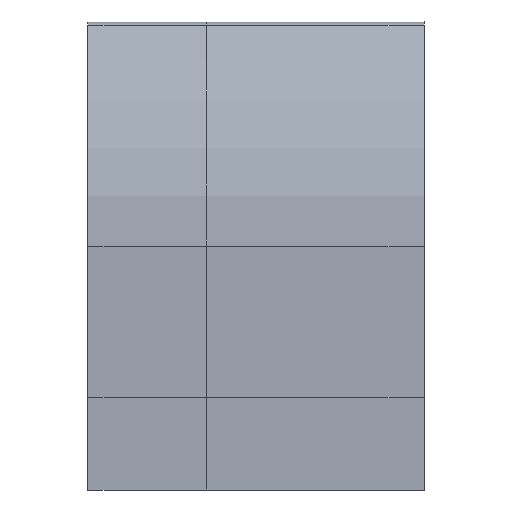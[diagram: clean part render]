
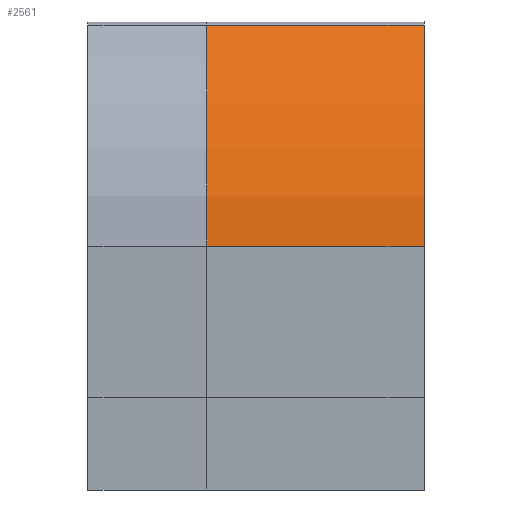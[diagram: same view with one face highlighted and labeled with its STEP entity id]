
A CAD part, left-side view. The second image highlights one B-rep face of the part: STEP entity #2561.
In plain terms, the highlighted cylindrical face has radius 22 mm (diameter 44 mm), a partial arc.
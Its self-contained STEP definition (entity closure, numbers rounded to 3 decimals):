
#192 = VERTEX_POINT('',#193);
#193 = CARTESIAN_POINT('',(-14.249,0.,16.762));
#207 = CYLINDRICAL_SURFACE('',#208,22.);
#208 = AXIS2_PLACEMENT_3D('',#209,#210,#211);
#209 = CARTESIAN_POINT('',(0.,0.,0.));
#210 = DIRECTION('',(0.,-1.,0.));
#211 = DIRECTION('',(1.,0.,0.));
#234 = CYLINDRICAL_SURFACE('',#235,1.);
#235 = AXIS2_PLACEMENT_3D('',#236,#237,#238);
#236 = CARTESIAN_POINT('',(-13.601,0.,16.));
#237 = DIRECTION('',(0.,1.,0.));
#238 = DIRECTION('',(1.,0.,0.));
#385 = PLANE('',#386);
#386 = AXIS2_PLACEMENT_3D('',#387,#388,#389);
#387 = CARTESIAN_POINT('',(-4.85,-16.5,-9.636));
#388 = DIRECTION('',(0.,1.,0.));
#389 = DIRECTION('',(0.,0.,1.));
#1018 = VERTEX_POINT('',#1019);
#1019 = CARTESIAN_POINT('',(-22.,0.,0.));
#1040 = EDGE_CURVE('',#192,#1018,#1041,.T.);
#1041 = SURFACE_CURVE('',#1042,(#1047,#1054),.PCURVE_S1.);
#1042 = CIRCLE('',#1043,22.);
#1043 = AXIS2_PLACEMENT_3D('',#1044,#1045,#1046);
#1044 = CARTESIAN_POINT('',(0.,0.,0.));
#1045 = DIRECTION('',(0.,-1.,0.));
#1046 = DIRECTION('',(1.,0.,0.));
#1047 = PCURVE('',#207,#1048);
#1048 = DEFINITIONAL_REPRESENTATION('',(#1049),#1053);
#1049 = LINE('',#1050,#1051);
#1050 = CARTESIAN_POINT('',(0.,0.));
#1051 = VECTOR('',#1052,1.);
#1052 = DIRECTION('',(1.,0.));
#1053 = ( GEOMETRIC_REPRESENTATION_CONTEXT(2) 
PARAMETRIC_REPRESENTATION_CONTEXT() REPRESENTATION_CONTEXT('2D SPACE',''
  ) );
#1054 = PCURVE('',#1055,#1060);
#1055 = CYLINDRICAL_SURFACE('',#1056,22.);
#1056 = AXIS2_PLACEMENT_3D('',#1057,#1058,#1059);
#1057 = CARTESIAN_POINT('',(0.,0.,0.));
#1058 = DIRECTION('',(0.,1.,0.));
#1059 = DIRECTION('',(1.,0.,0.));
#1060 = DEFINITIONAL_REPRESENTATION('',(#1061),#1074);
#1061 = B_SPLINE_CURVE_WITH_KNOTS('',11,(#1062,#1063,#1064,#1065,#1066,
    #1067,#1068,#1069,#1070,#1071,#1072,#1073),.UNSPECIFIED.,.F.,.F.,(12
    ,12),(2.275,3.142),.PIECEWISE_BEZIER_KNOTS.);
#1062 = CARTESIAN_POINT('',(-2.275,0.));
#1063 = CARTESIAN_POINT('',(-2.354,0.));
#1064 = CARTESIAN_POINT('',(-2.433,0.));
#1065 = CARTESIAN_POINT('',(-2.512,0.));
#1066 = CARTESIAN_POINT('',(-2.59,0.));
#1067 = CARTESIAN_POINT('',(-2.669,0.));
#1068 = CARTESIAN_POINT('',(-2.748,0.));
#1069 = CARTESIAN_POINT('',(-2.827,0.));
#1070 = CARTESIAN_POINT('',(-2.905,0.));
#1071 = CARTESIAN_POINT('',(-2.984,0.));
#1072 = CARTESIAN_POINT('',(-3.063,0.));
#1073 = CARTESIAN_POINT('',(-3.142,0.));
#1074 = ( GEOMETRIC_REPRESENTATION_CONTEXT(2) 
PARAMETRIC_REPRESENTATION_CONTEXT() REPRESENTATION_CONTEXT('2D SPACE',''
  ) );
#1081 = VERTEX_POINT('',#1082);
#1082 = CARTESIAN_POINT('',(-14.249,-16.5,16.762));
#1108 = EDGE_CURVE('',#192,#1081,#1109,.T.);
#1109 = SURFACE_CURVE('',#1110,(#1114,#1121),.PCURVE_S1.);
#1110 = LINE('',#1111,#1112);
#1111 = CARTESIAN_POINT('',(-14.249,0.,16.762));
#1112 = VECTOR('',#1113,1.);
#1113 = DIRECTION('',(0.,-1.,0.));
#1114 = PCURVE('',#234,#1115);
#1115 = DEFINITIONAL_REPRESENTATION('',(#1116),#1120);
#1116 = LINE('',#1117,#1118);
#1117 = CARTESIAN_POINT('',(-8.559,0.));
#1118 = VECTOR('',#1119,1.);
#1119 = DIRECTION('',(-0.,-1.));
#1120 = ( GEOMETRIC_REPRESENTATION_CONTEXT(2) 
PARAMETRIC_REPRESENTATION_CONTEXT() REPRESENTATION_CONTEXT('2D SPACE',''
  ) );
#1121 = PCURVE('',#1055,#1122);
#1122 = DEFINITIONAL_REPRESENTATION('',(#1123),#1127);
#1123 = LINE('',#1124,#1125);
#1124 = CARTESIAN_POINT('',(-2.275,0.));
#1125 = VECTOR('',#1126,1.);
#1126 = DIRECTION('',(-0.,-1.));
#1127 = ( GEOMETRIC_REPRESENTATION_CONTEXT(2) 
PARAMETRIC_REPRESENTATION_CONTEXT() REPRESENTATION_CONTEXT('2D SPACE',''
  ) );
#1346 = VERTEX_POINT('',#1347);
#1347 = CARTESIAN_POINT('',(-22.,-16.5,0.));
#1361 = PLANE('',#1362);
#1362 = AXIS2_PLACEMENT_3D('',#1363,#1364,#1365);
#1363 = CARTESIAN_POINT('',(-22.,0.,0.));
#1364 = DIRECTION('',(1.,0.,0.));
#1365 = DIRECTION('',(0.,0.,-1.));
#1373 = EDGE_CURVE('',#1081,#1346,#1374,.T.);
#1374 = SURFACE_CURVE('',#1375,(#1380,#1391),.PCURVE_S1.);
#1375 = CIRCLE('',#1376,22.);
#1376 = AXIS2_PLACEMENT_3D('',#1377,#1378,#1379);
#1377 = CARTESIAN_POINT('',(0.,-16.5,0.));
#1378 = DIRECTION('',(0.,-1.,0.));
#1379 = DIRECTION('',(1.,0.,0.));
#1380 = PCURVE('',#385,#1381);
#1381 = DEFINITIONAL_REPRESENTATION('',(#1382),#1390);
#1382 = ( BOUNDED_CURVE() B_SPLINE_CURVE(2,(#1383,#1384,#1385,#1386,
#1387,#1388,#1389),.UNSPECIFIED.,.T.,.F.) B_SPLINE_CURVE_WITH_KNOTS((1,2
    ,2,2,2,1),(-2.094,0.,2.094,4.189,
6.283,8.378),.UNSPECIFIED.) CURVE() 
GEOMETRIC_REPRESENTATION_ITEM() RATIONAL_B_SPLINE_CURVE((1.,0.5,1.,0.5,
1.,0.5,1.)) REPRESENTATION_ITEM('') );
#1383 = CARTESIAN_POINT('',(9.636,26.85));
#1384 = CARTESIAN_POINT('',(47.741,26.85));
#1385 = CARTESIAN_POINT('',(28.689,-6.15));
#1386 = CARTESIAN_POINT('',(9.636,-39.15));
#1387 = CARTESIAN_POINT('',(-9.416,-6.15));
#1388 = CARTESIAN_POINT('',(-28.469,26.85));
#1389 = CARTESIAN_POINT('',(9.636,26.85));
#1390 = ( GEOMETRIC_REPRESENTATION_CONTEXT(2) 
PARAMETRIC_REPRESENTATION_CONTEXT() REPRESENTATION_CONTEXT('2D SPACE',''
  ) );
#1391 = PCURVE('',#1055,#1392);
#1392 = DEFINITIONAL_REPRESENTATION('',(#1393),#1397);
#1393 = LINE('',#1394,#1395);
#1394 = CARTESIAN_POINT('',(-0.,-16.5));
#1395 = VECTOR('',#1396,1.);
#1396 = DIRECTION('',(-1.,0.));
#1397 = ( GEOMETRIC_REPRESENTATION_CONTEXT(2) 
PARAMETRIC_REPRESENTATION_CONTEXT() REPRESENTATION_CONTEXT('2D SPACE',''
  ) );
#2561 = ADVANCED_FACE('',(#2562),#1055,.T.);
#2562 = FACE_BOUND('',#2563,.F.);
#2563 = EDGE_LOOP('',(#2564,#2565,#2566,#2587));
#2564 = ORIENTED_EDGE('',*,*,#1108,.T.);
#2565 = ORIENTED_EDGE('',*,*,#1373,.T.);
#2566 = ORIENTED_EDGE('',*,*,#2567,.F.);
#2567 = EDGE_CURVE('',#1018,#1346,#2568,.T.);
#2568 = SURFACE_CURVE('',#2569,(#2573,#2580),.PCURVE_S1.);
#2569 = LINE('',#2570,#2571);
#2570 = CARTESIAN_POINT('',(-22.,0.,0.));
#2571 = VECTOR('',#2572,1.);
#2572 = DIRECTION('',(0.,-1.,0.));
#2573 = PCURVE('',#1055,#2574);
#2574 = DEFINITIONAL_REPRESENTATION('',(#2575),#2579);
#2575 = LINE('',#2576,#2577);
#2576 = CARTESIAN_POINT('',(-3.142,0.));
#2577 = VECTOR('',#2578,1.);
#2578 = DIRECTION('',(-0.,-1.));
#2579 = ( GEOMETRIC_REPRESENTATION_CONTEXT(2) 
PARAMETRIC_REPRESENTATION_CONTEXT() REPRESENTATION_CONTEXT('2D SPACE',''
  ) );
#2580 = PCURVE('',#1361,#2581);
#2581 = DEFINITIONAL_REPRESENTATION('',(#2582),#2586);
#2582 = LINE('',#2583,#2584);
#2583 = CARTESIAN_POINT('',(0.,0.));
#2584 = VECTOR('',#2585,1.);
#2585 = DIRECTION('',(0.,-1.));
#2586 = ( GEOMETRIC_REPRESENTATION_CONTEXT(2) 
PARAMETRIC_REPRESENTATION_CONTEXT() REPRESENTATION_CONTEXT('2D SPACE',''
  ) );
#2587 = ORIENTED_EDGE('',*,*,#1040,.F.);
